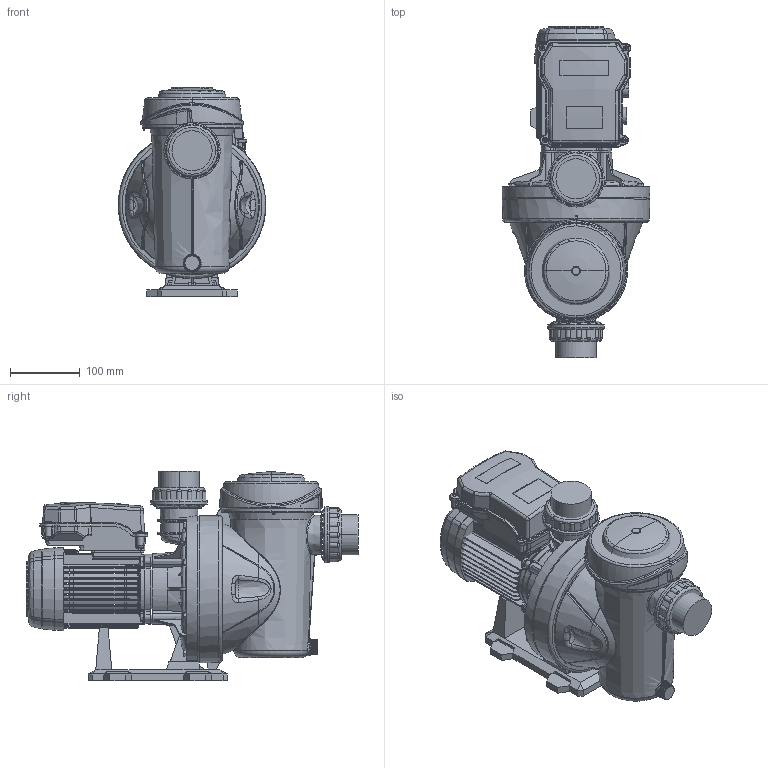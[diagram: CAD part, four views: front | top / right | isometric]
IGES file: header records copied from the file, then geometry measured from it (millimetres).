
Start section:  PTC IGES file: silen_s-m_sw0001.igs
Global section: file name: silen_s-m_sw0001.igs; native system: Pro/ENGINEER by Parametric Technology Corporation; preprocessor: 2011490; author: usuari; organization: Unknown; date: 20171122.151818; units: millimetre
Bounding box: 212.11 x 477.3 x 301.5 mm (x, y, z)
Surface area: 715641.1 mm2 (no closed solid volume)
Topology: 0 solids, 0 shells, 2323 faces, 13226 edges, 13219 vertices
Faces by surface type: revolution 1282, bspline 1041
